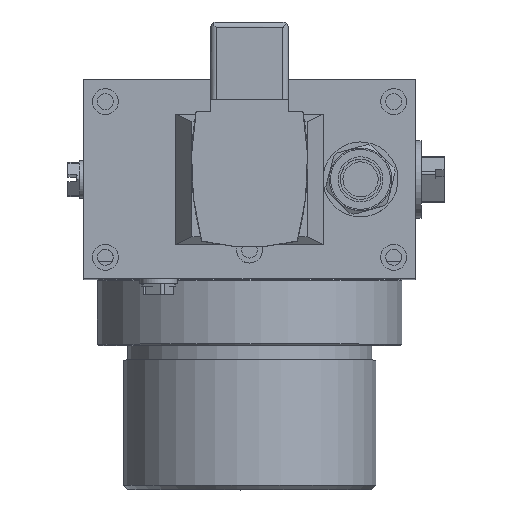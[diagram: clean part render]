
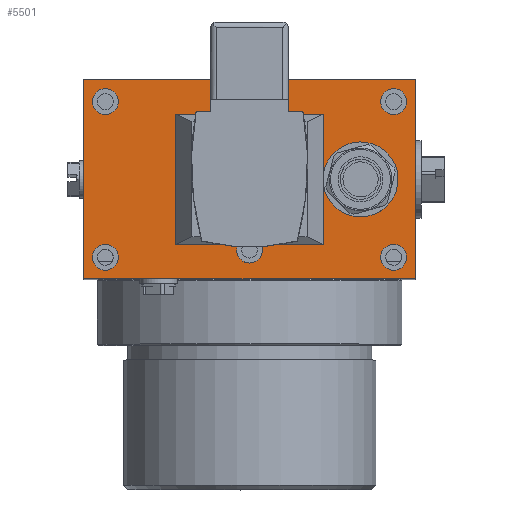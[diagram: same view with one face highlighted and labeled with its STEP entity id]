
A CAD part, top view. The second image highlights one B-rep face of the part: STEP entity #5501.
In plain terms, the highlighted planar face has unit normal (0, 0, 1).
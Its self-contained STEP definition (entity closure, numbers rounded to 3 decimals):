
#245=LINE('',#8256,#656);
#266=LINE('',#8384,#677);
#270=LINE('',#8395,#681);
#272=LINE('',#8402,#683);
#407=LINE('',#8955,#818);
#408=LINE('',#8957,#819);
#411=LINE('',#8963,#822);
#413=LINE('',#8967,#824);
#416=LINE('',#8973,#827);
#424=LINE('',#8987,#835);
#656=VECTOR('',#6522,10.);
#677=VECTOR('',#6661,10.);
#681=VECTOR('',#6671,10.);
#683=VECTOR('',#6679,10.);
#818=VECTOR('',#7282,10.);
#819=VECTOR('',#7283,10.);
#822=VECTOR('',#7288,10.);
#824=VECTOR('',#7290,10.);
#827=VECTOR('',#7295,10.);
#835=VECTOR('',#7307,10.);
#1187=FACE_BOUND('',#1778,.T.);
#1188=FACE_BOUND('',#1779,.T.);
#1189=FACE_BOUND('',#1780,.T.);
#1190=FACE_BOUND('',#1781,.T.);
#1191=FACE_BOUND('',#1782,.T.);
#1423=FACE_OUTER_BOUND('',#1777,.T.);
#1777=EDGE_LOOP('',(#4706,#4707,#4708,#4709));
#1778=EDGE_LOOP('',(#4710,#4711));
#1779=EDGE_LOOP('',(#4712,#4713));
#1780=EDGE_LOOP('',(#4714,#4715));
#1781=EDGE_LOOP('',(#4716,#4717));
#1782=EDGE_LOOP('',(#4718,#4719,#4720,#4721,#4722,#4723,#4724,#4725,#4726,
#4727));
#2036=CIRCLE('',#5922,4.5);
#2038=CIRCLE('',#5924,4.5);
#2041=CIRCLE('',#5929,4.5);
#2042=CIRCLE('',#5930,4.5);
#2048=CIRCLE('',#5939,4.5);
#2049=CIRCLE('',#5940,4.5);
#2052=CIRCLE('',#5945,4.5);
#2053=CIRCLE('',#5946,4.5);
#2059=CIRCLE('',#5955,4.5);
#2060=CIRCLE('',#5956,4.5);
#2126=CIRCLE('',#6170,13.);
#2127=CIRCLE('',#6171,13.);
#2272=VERTEX_POINT('',#8253);
#2273=VERTEX_POINT('',#8255);
#2320=VERTEX_POINT('',#8381);
#2325=VERTEX_POINT('',#8392);
#2396=VERTEX_POINT('',#8594);
#2397=VERTEX_POINT('',#8596);
#2398=VERTEX_POINT('',#8598);
#2401=VERTEX_POINT('',#8607);
#2402=VERTEX_POINT('',#8609);
#2408=VERTEX_POINT('',#8626);
#2409=VERTEX_POINT('',#8628);
#2412=VERTEX_POINT('',#8637);
#2413=VERTEX_POINT('',#8639);
#2419=VERTEX_POINT('',#8656);
#2420=VERTEX_POINT('',#8658);
#2511=VERTEX_POINT('',#8953);
#2512=VERTEX_POINT('',#8956);
#2514=VERTEX_POINT('',#8962);
#2516=VERTEX_POINT('',#8966);
#2518=VERTEX_POINT('',#8972);
#2644=VERTEX_POINT('',#9367);
#2828=EDGE_CURVE('',#2273,#2272,#245,.T.);
#2890=EDGE_CURVE('',#2272,#2320,#266,.T.);
#2896=EDGE_CURVE('',#2325,#2273,#270,.T.);
#2900=EDGE_CURVE('',#2320,#2325,#272,.T.);
#2989=EDGE_CURVE('',#2397,#2396,#2036,.T.);
#2991=EDGE_CURVE('',#2396,#2398,#2038,.T.);
#2995=EDGE_CURVE('',#2402,#2401,#2041,.T.);
#2996=EDGE_CURVE('',#2401,#2402,#2042,.T.);
#3004=EDGE_CURVE('',#2409,#2408,#2048,.T.);
#3005=EDGE_CURVE('',#2408,#2409,#2049,.T.);
#3009=EDGE_CURVE('',#2413,#2412,#2052,.T.);
#3010=EDGE_CURVE('',#2412,#2413,#2053,.T.);
#3018=EDGE_CURVE('',#2420,#2419,#2059,.T.);
#3019=EDGE_CURVE('',#2419,#2420,#2060,.T.);
#3162=EDGE_CURVE('',#2398,#2511,#407,.T.);
#3163=EDGE_CURVE('',#2512,#2397,#408,.T.);
#3166=EDGE_CURVE('',#2514,#2512,#411,.T.);
#3168=EDGE_CURVE('',#2516,#2514,#413,.T.);
#3171=EDGE_CURVE('',#2518,#2516,#416,.T.);
#3179=EDGE_CURVE('',#2511,#2518,#424,.T.);
#3367=EDGE_CURVE('',#2514,#2644,#2126,.T.);
#3368=EDGE_CURVE('',#2644,#2514,#2127,.T.);
#4706=ORIENTED_EDGE('',*,*,#2900,.T.);
#4707=ORIENTED_EDGE('',*,*,#2896,.T.);
#4708=ORIENTED_EDGE('',*,*,#2828,.T.);
#4709=ORIENTED_EDGE('',*,*,#2890,.T.);
#4710=ORIENTED_EDGE('',*,*,#2995,.T.);
#4711=ORIENTED_EDGE('',*,*,#2996,.T.);
#4712=ORIENTED_EDGE('',*,*,#3004,.T.);
#4713=ORIENTED_EDGE('',*,*,#3005,.T.);
#4714=ORIENTED_EDGE('',*,*,#3009,.T.);
#4715=ORIENTED_EDGE('',*,*,#3010,.T.);
#4716=ORIENTED_EDGE('',*,*,#3018,.T.);
#4717=ORIENTED_EDGE('',*,*,#3019,.T.);
#4718=ORIENTED_EDGE('',*,*,#3163,.T.);
#4719=ORIENTED_EDGE('',*,*,#2989,.T.);
#4720=ORIENTED_EDGE('',*,*,#2991,.T.);
#4721=ORIENTED_EDGE('',*,*,#3162,.T.);
#4722=ORIENTED_EDGE('',*,*,#3179,.T.);
#4723=ORIENTED_EDGE('',*,*,#3171,.T.);
#4724=ORIENTED_EDGE('',*,*,#3168,.T.);
#4725=ORIENTED_EDGE('',*,*,#3367,.T.);
#4726=ORIENTED_EDGE('',*,*,#3368,.T.);
#4727=ORIENTED_EDGE('',*,*,#3166,.T.);
#5228=PLANE('',#6169);
#5501=ADVANCED_FACE('',(#1423,#1187,#1188,#1189,#1190,#1191),#5228,.T.);
#5922=AXIS2_PLACEMENT_3D('',#8597,#6908,#6909);
#5924=AXIS2_PLACEMENT_3D('',#8600,#6912,#6913);
#5929=AXIS2_PLACEMENT_3D('',#8610,#6923,#6924);
#5930=AXIS2_PLACEMENT_3D('',#8611,#6925,#6926);
#5939=AXIS2_PLACEMENT_3D('',#8629,#6945,#6946);
#5940=AXIS2_PLACEMENT_3D('',#8630,#6947,#6948);
#5945=AXIS2_PLACEMENT_3D('',#8640,#6958,#6959);
#5946=AXIS2_PLACEMENT_3D('',#8641,#6960,#6961);
#5955=AXIS2_PLACEMENT_3D('',#8659,#6980,#6981);
#5956=AXIS2_PLACEMENT_3D('',#8660,#6982,#6983);
#6169=AXIS2_PLACEMENT_3D('',#9366,#7678,#7679);
#6170=AXIS2_PLACEMENT_3D('',#9368,#7680,#7681);
#6171=AXIS2_PLACEMENT_3D('',#9369,#7682,#7683);
#6522=DIRECTION('',(1.,0.,0.));
#6661=DIRECTION('',(0.,1.,0.));
#6671=DIRECTION('',(0.,-1.,0.));
#6679=DIRECTION('',(-1.,0.,0.));
#6908=DIRECTION('center_axis',(0.,0.,
-1.));
#6909=DIRECTION('ref_axis',(1.,0.,0.));
#6912=DIRECTION('center_axis',(0.,0.,
-1.));
#6913=DIRECTION('ref_axis',(1.,0.,0.));
#6923=DIRECTION('center_axis',(0.,0.,
-1.));
#6924=DIRECTION('ref_axis',(1.,0.,0.));
#6925=DIRECTION('center_axis',(0.,0.,
-1.));
#6926=DIRECTION('ref_axis',(1.,0.,0.));
#6945=DIRECTION('center_axis',(0.,0.,
-1.));
#6946=DIRECTION('ref_axis',(1.,0.,0.));
#6947=DIRECTION('center_axis',(0.,0.,
-1.));
#6948=DIRECTION('ref_axis',(1.,0.,0.));
#6958=DIRECTION('center_axis',(0.,0.,
-1.));
#6959=DIRECTION('ref_axis',(1.,0.,0.));
#6960=DIRECTION('center_axis',(0.,0.,
-1.));
#6961=DIRECTION('ref_axis',(1.,0.,0.));
#6980=DIRECTION('center_axis',(0.,0.,
-1.));
#6981=DIRECTION('ref_axis',(1.,0.,0.));
#6982=DIRECTION('center_axis',(0.,0.,
-1.));
#6983=DIRECTION('ref_axis',(1.,0.,0.));
#7282=DIRECTION('',(-1.,0.,0.));
#7283=DIRECTION('',(-1.,0.,0.));
#7288=DIRECTION('',(0.,-1.,0.));
#7290=DIRECTION('',(0.,-1.,0.));
#7295=DIRECTION('',(1.,0.,0.));
#7307=DIRECTION('',(0.,1.,0.));
#7678=DIRECTION('center_axis',(0.,0.,
1.));
#7679=DIRECTION('ref_axis',(1.,0.,0.));
#7680=DIRECTION('center_axis',(0.,0.,
-1.));
#7681=DIRECTION('ref_axis',(0.698,0.716,0.));
#7682=DIRECTION('center_axis',(0.,0.,
-1.));
#7683=DIRECTION('ref_axis',(0.698,0.716,0.));
#8253=CARTESIAN_POINT('',(57.5,0.,86.));
#8255=CARTESIAN_POINT('',(-57.5,0.,86.));
#8256=CARTESIAN_POINT('',(-57.5,0.,86.));
#8381=CARTESIAN_POINT('',(57.5,69.,86.));
#8384=CARTESIAN_POINT('',(57.5,0.,86.));
#8392=CARTESIAN_POINT('',(-57.5,69.,86.));
#8395=CARTESIAN_POINT('',(-57.5,69.,86.));
#8402=CARTESIAN_POINT('',(57.5,69.,86.));
#8594=CARTESIAN_POINT('',(-4.5,10.,86.));
#8596=CARTESIAN_POINT('',(4.031,12.,86.));
#8597=CARTESIAN_POINT('Origin',(0.,10.,
86.));
#8598=CARTESIAN_POINT('',(-4.031,12.,86.));
#8600=CARTESIAN_POINT('Origin',(0.,10.,
86.));
#8607=CARTESIAN_POINT('',(45.5,7.5,86.));
#8609=CARTESIAN_POINT('',(54.5,7.5,86.));
#8610=CARTESIAN_POINT('Origin',(50.,7.5,86.));
#8611=CARTESIAN_POINT('Origin',(50.,7.5,86.));
#8626=CARTESIAN_POINT('',(-54.5,61.5,86.));
#8628=CARTESIAN_POINT('',(-45.5,61.5,86.));
#8629=CARTESIAN_POINT('Origin',(-50.,61.5,86.));
#8630=CARTESIAN_POINT('Origin',(-50.,61.5,86.));
#8637=CARTESIAN_POINT('',(-54.5,7.5,86.));
#8639=CARTESIAN_POINT('',(-45.5,7.5,86.));
#8640=CARTESIAN_POINT('Origin',(-50.,7.5,86.));
#8641=CARTESIAN_POINT('Origin',(-50.,7.5,86.));
#8656=CARTESIAN_POINT('',(45.5,61.5,86.));
#8658=CARTESIAN_POINT('',(54.5,61.5,86.));
#8659=CARTESIAN_POINT('Origin',(50.,61.5,86.));
#8660=CARTESIAN_POINT('Origin',(50.,61.5,86.));
#8953=CARTESIAN_POINT('',(-25.5,12.,86.));
#8955=CARTESIAN_POINT('',(12.75,12.,86.));
#8956=CARTESIAN_POINT('',(25.5,12.,86.));
#8957=CARTESIAN_POINT('',(12.75,12.,86.));
#8962=CARTESIAN_POINT('',(25.5,34.5,86.));
#8963=CARTESIAN_POINT('',(25.5,45.75,86.));
#8966=CARTESIAN_POINT('',(25.5,57.,86.));
#8967=CARTESIAN_POINT('',(25.5,45.75,86.));
#8972=CARTESIAN_POINT('',(-25.5,57.,86.));
#8973=CARTESIAN_POINT('',(-12.75,57.,86.));
#8987=CARTESIAN_POINT('',(-25.5,23.25,86.));
#9366=CARTESIAN_POINT('Origin',(0.,34.5,
86.));
#9367=CARTESIAN_POINT('',(29.424,25.192,86.));
#9368=CARTESIAN_POINT('Origin',(38.5,34.5,86.));
#9369=CARTESIAN_POINT('Origin',(38.5,34.5,86.));
